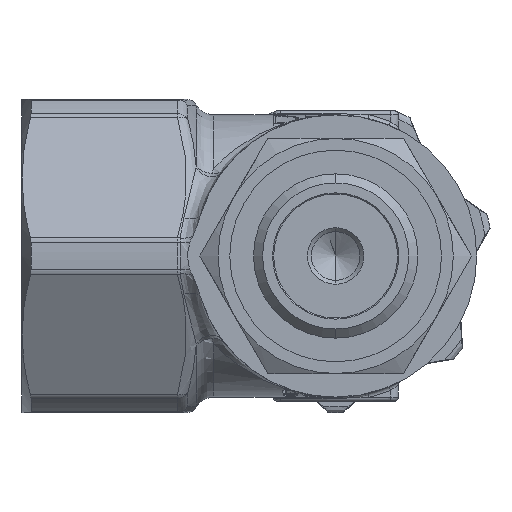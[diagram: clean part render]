
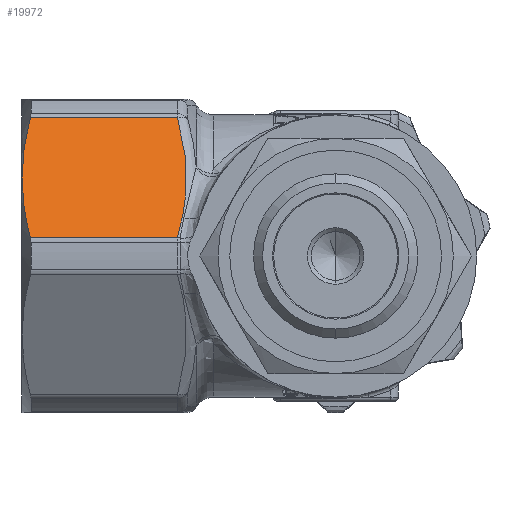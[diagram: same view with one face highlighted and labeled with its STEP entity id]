
A CAD part, front view. The second image highlights one B-rep face of the part: STEP entity #19972.
In plain terms, the highlighted planar face has unit normal (0, -0.866, 0.5).
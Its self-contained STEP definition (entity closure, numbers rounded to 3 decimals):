
#239 = ORIENTED_EDGE ( 'NONE', *, *, #15818, .F. ) ;
#401 = CARTESIAN_POINT ( 'NONE',  ( -38.924, 9.264, 2.351 ) ) ;
#514 = DIRECTION ( 'NONE',  ( -1., 0., 0. ) ) ;
#1079 = DIRECTION ( 'NONE',  ( 1., 0., 0. ) ) ;
#1101 = B_SPLINE_CURVE_WITH_KNOTS ( 'NONE', 3,
 ( #19415, #25541, #2431, #6771, #4618, #19021, #21336, #14672, #22979, #8805, #4879, #6386, #401 ),
 .UNSPECIFIED., .F., .F.,
 ( 4, 1, 1, 1, 1, 1, 2, 2, 4 ),
 ( 0., 0.25, 0.375, 0.437, 0.469, 0.484, 0.492, 0.5, 1. ),
 .UNSPECIFIED. ) ;
#1277 = VECTOR ( 'NONE', #24477, 1000. ) ;
#2431 = CARTESIAN_POINT ( 'NONE',  ( -39.965, 12.762, 8.411 ) ) ;
#2625 = CARTESIAN_POINT ( 'NONE',  ( -39.708, 15.942, 13.919 ) ) ;
#2692 = CARTESIAN_POINT ( 'NONE',  ( -19.128, 12.183, 7.408 ) ) ;
#2750 = EDGE_CURVE ( 'NONE', #23601, #13300, #1101, .T. ) ;
#2794 = ORIENTED_EDGE ( 'NONE', *, *, #2750, .T. ) ;
#2950 = CARTESIAN_POINT ( 'NONE',  ( -20.175, 9.264, 2.351 ) ) ;
#3179 = EDGE_CURVE ( 'NONE', #11369, #23601, #4063, .T. ) ;
#3253 = CARTESIAN_POINT ( 'NONE',  ( -20.175, 18.095, 17.649 ) ) ;
#4063 = B_SPLINE_CURVE_WITH_KNOTS ( 'NONE', 3,
 ( #15018, #8485, #12559, #21016, #23048, #10655, #8610, #2625, #6714, #17052, #22786, #10383, #18826 ),
 .UNSPECIFIED., .F., .F.,
 ( 4, 1, 1, 1, 1, 1, 2, 2, 4 ),
 ( 0., 0.25, 0.375, 0.438, 0.469, 0.484, 0.492, 0.5, 1. ),
 .UNSPECIFIED. ) ;
#4618 = CARTESIAN_POINT ( 'NONE',  ( -39.796, 11.786, 6.72 ) ) ;
#4879 = CARTESIAN_POINT ( 'NONE',  ( -39.541, 10.751, 4.927 ) ) ;
#4885 = CARTESIAN_POINT ( 'NONE',  ( -20.175, 18.095, 17.649 ) ) ;
#5692 = ORIENTED_EDGE ( 'NONE', *, *, #5809, .F. ) ;
#5736 = VECTOR ( 'NONE', #1079, 1000. ) ;
#5809 = EDGE_CURVE ( 'NONE', #25129, #12561, #15586, .T. ) ;
#6167 = CARTESIAN_POINT ( 'NONE',  ( -38.924, 9.264, 2.351 ) ) ;
#6386 = CARTESIAN_POINT ( 'NONE',  ( -39.277, 10.019, 3.66 ) ) ;
#6714 = CARTESIAN_POINT ( 'NONE',  ( -39.714, 15.92, 13.881 ) ) ;
#6771 = CARTESIAN_POINT ( 'NONE',  ( -39.862, 12.112, 7.285 ) ) ;
#8485 = CARTESIAN_POINT ( 'NONE',  ( -39.101, 17.717, 16.994 ) ) ;
#8610 = CARTESIAN_POINT ( 'NONE',  ( -39.7, 15.975, 13.977 ) ) ;
#8799 = EDGE_CURVE ( 'NONE', #12561, #13300, #16720, .T. ) ;
#8805 = CARTESIAN_POINT ( 'NONE',  ( -39.721, 11.47, 6.172 ) ) ;
#8806 = CARTESIAN_POINT ( 'NONE',  ( -38.924, 18.095, 17.649 ) ) ;
#10103 = ORIENTED_EDGE ( 'NONE', *, *, #3179, .T. ) ;
#10383 = CARTESIAN_POINT ( 'NONE',  ( -40., 14.41, 11.265 ) ) ;
#10655 = CARTESIAN_POINT ( 'NONE',  ( -39.679, 16.053, 14.111 ) ) ;
#10851 = CARTESIAN_POINT ( 'NONE',  ( -19.522, 16.636, 15.122 ) ) ;
#11137 = LINE ( 'NONE', #3253, #5736 ) ;
#11369 = VERTEX_POINT ( 'NONE', #8806 ) ;
#11615 = CARTESIAN_POINT ( 'NONE',  ( -40., 13.679, 10. ) ) ;
#12559 = CARTESIAN_POINT ( 'NONE',  ( -39.332, 17.159, 16.027 ) ) ;
#12561 = VERTEX_POINT ( 'NONE', #14809 ) ;
#13153 = CARTESIAN_POINT ( 'NONE',  ( -19.815, 9.989, 3.607 ) ) ;
#13300 = VERTEX_POINT ( 'NONE', #6167 ) ;
#14672 = CARTESIAN_POINT ( 'NONE',  ( -39.73, 11.505, 6.234 ) ) ;
#14809 = CARTESIAN_POINT ( 'NONE',  ( -20.175, 9.264, 2.351 ) ) ;
#15018 = CARTESIAN_POINT ( 'NONE',  ( -38.924, 18.095, 17.649 ) ) ;
#15078 = CARTESIAN_POINT ( 'NONE',  ( -19.124, 15.157, 12.559 ) ) ;
#15183 = DIRECTION ( 'NONE',  ( 0., 0.866, -0.5 ) ) ;
#15586 = B_SPLINE_CURVE_WITH_KNOTS ( 'NONE', 3,
 ( #4885, #17659, #10851, #15078, #25676, #23365, #2692, #19289, #13153, #2950 ),
 .UNSPECIFIED., .F., .F.,
 ( 4, 2, 2, 2, 4 ),
 ( 0., 0.004, 0.009, 0.013, 0.018 ),
 .UNSPECIFIED. ) ;
#15818 = EDGE_CURVE ( 'NONE', #11369, #25129, #11137, .T. ) ;
#16720 = LINE ( 'NONE', #25015, #1277 ) ;
#17052 = CARTESIAN_POINT ( 'NONE',  ( -39.716, 15.909, 13.862 ) ) ;
#17501 = AXIS2_PLACEMENT_3D ( 'NONE', #19265, #15183, #514 ) ;
#17659 = CARTESIAN_POINT ( 'NONE',  ( -19.814, 17.369, 16.39 ) ) ;
#18826 = CARTESIAN_POINT ( 'NONE',  ( -40., 13.679, 10. ) ) ;
#19021 = CARTESIAN_POINT ( 'NONE',  ( -39.758, 11.622, 6.437 ) ) ;
#19131 = PLANE ( 'NONE',  #17501 ) ;
#19265 = CARTESIAN_POINT ( 'NONE',  ( -16.5, 19.453, 20. ) ) ;
#19289 = CARTESIAN_POINT ( 'NONE',  ( -19.525, 10.717, 4.869 ) ) ;
#19415 = CARTESIAN_POINT ( 'NONE',  ( -40., 13.679, 10. ) ) ;
#19675 = FACE_OUTER_BOUND ( 'NONE', #25527, .T. ) ;
#19972 = ADVANCED_FACE ( 'NONE', ( #19675 ), #19131, .F. ) ;
#21016 = CARTESIAN_POINT ( 'NONE',  ( -39.545, 16.523, 14.925 ) ) ;
#21336 = CARTESIAN_POINT ( 'NONE',  ( -39.739, 11.54, 6.295 ) ) ;
#21903 = ORIENTED_EDGE ( 'NONE', *, *, #8799, .F. ) ;
#22786 = CARTESIAN_POINT ( 'NONE',  ( -39.906, 15.15, 12.546 ) ) ;
#22979 = CARTESIAN_POINT ( 'NONE',  ( -39.724, 11.482, 6.194 ) ) ;
#23048 = CARTESIAN_POINT ( 'NONE',  ( -39.637, 16.209, 14.382 ) ) ;
#23365 = CARTESIAN_POINT ( 'NONE',  ( -19.022, 12.921, 8.686 ) ) ;
#23601 = VERTEX_POINT ( 'NONE', #11615 ) ;
#24477 = DIRECTION ( 'NONE',  ( -1., 0., 0. ) ) ;
#25015 = CARTESIAN_POINT ( 'NONE',  ( -40., 9.264, 2.351 ) ) ;
#25129 = VERTEX_POINT ( 'NONE', #26006 ) ;
#25527 = EDGE_LOOP ( 'NONE', ( #239, #10103, #2794, #21903, #5692 ) ) ;
#25541 = CARTESIAN_POINT ( 'NONE',  ( -40., 13.314, 9.367 ) ) ;
#25676 = CARTESIAN_POINT ( 'NONE',  ( -19.019, 14.406, 11.258 ) ) ;
#26006 = CARTESIAN_POINT ( 'NONE',  ( -20.175, 18.095, 17.649 ) ) ;
